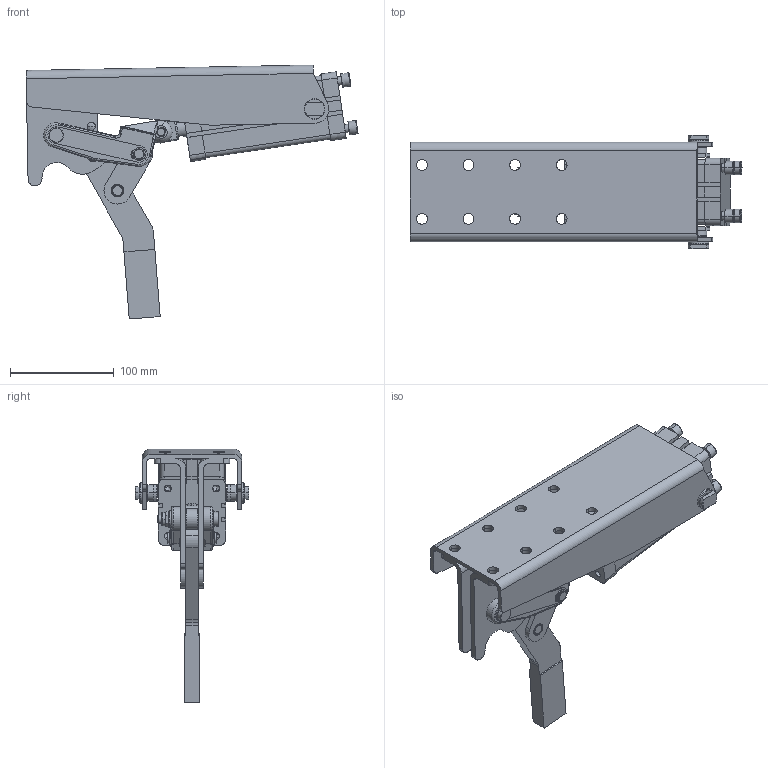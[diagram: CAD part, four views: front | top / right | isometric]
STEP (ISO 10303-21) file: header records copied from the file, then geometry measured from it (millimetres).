
FILE_DESCRIPTION((''),'2;1');
FILE_NAME('765.L-opened.stp','2005-09-28T12:47:03',('CAD'),(''),'Autodesk Inventor 8','Autodesk Inventor 8','');
FILE_SCHEMA(('AUTOMOTIVE_DESIGN { 1 0 10303 214 1 1 1 1 }'));
Length unit declared in the file: millimetre
Products named in the file (1): Part9
Bounding box: 320.67 x 110 x 245.31 mm (x, y, z)
Volume: 96245.8 mm3; surface area: 245434.5 mm2
Topology: 5 solids, 119 shells, 2631 faces, 7304 edges, 4789 vertices
Faces by surface type: plane 1615, cylinder 706, cone 170, bspline 112, torus 20, sphere 8
Entity records: 85233 total; most frequent: CARTESIAN_POINT 20733, ORIENTED_EDGE 14560, DIRECTION 12883, EDGE_CURVE 7280, VERTEX_POINT 4789, AXIS2_PLACEMENT_3D 4743, VECTOR 3397, LINE 3397
